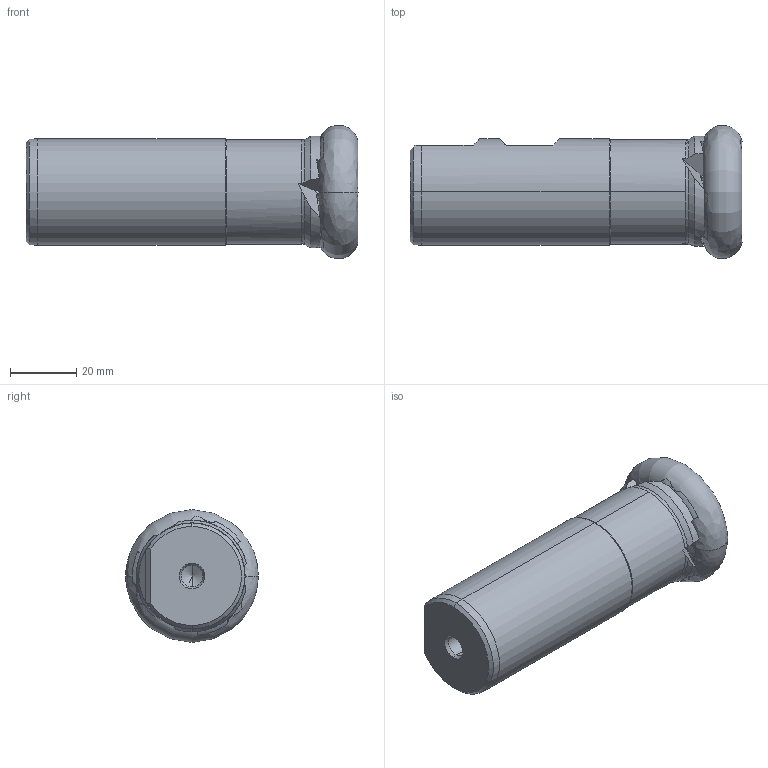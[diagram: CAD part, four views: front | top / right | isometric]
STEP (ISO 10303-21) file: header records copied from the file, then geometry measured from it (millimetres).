
FILE_DESCRIPTION (( 'STEP AP214' ), '1' );
FILE_NAME ('00RN_40_124_32_3.STEP', '2016-09-05T09:29:04', ( '' ), ( '' ), 'SwSTEP 2.0', 'SolidWorks 2016', '' );
FILE_SCHEMA (( 'AUTOMOTIVE_DESIGN' ));
Length unit declared in the file: millimetre
Products named in the file (1): 00RN_40_124_32_3
Bounding box: 99.99 x 39.96 x 39.96 mm (x, y, z)
Volume: 78018.7 mm3; surface area: 15149 mm2
Topology: 1 solids, 1 shells, 98 faces, 312 edges, 201 vertices
Faces by surface type: cylinder 36, plane 35, cone 16, torus 7, bspline 4
Entity records: 6412 total; most frequent: CARTESIAN_POINT 3791, ORIENTED_EDGE 620, DIRECTION 443, EDGE_CURVE 310, VERTEX_POINT 201, AXIS2_PLACEMENT_3D 177, B_SPLINE_CURVE_WITH_KNOTS 108, EDGE_LOOP 103
